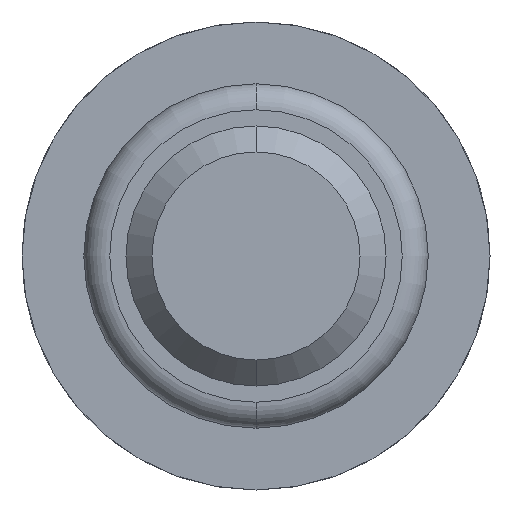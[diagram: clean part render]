
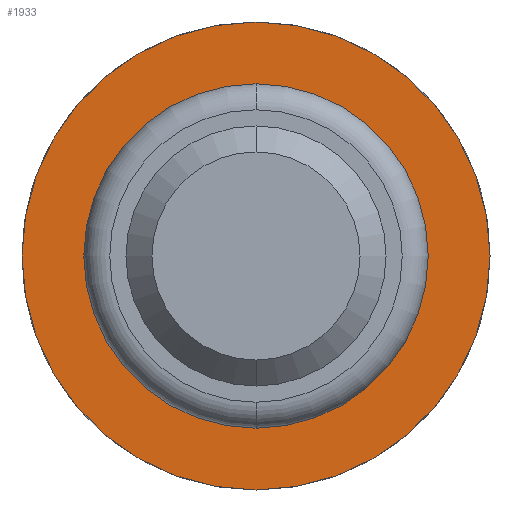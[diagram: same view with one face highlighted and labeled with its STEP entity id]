
A CAD part, front view. The second image highlights one B-rep face of the part: STEP entity #1933.
In plain terms, the highlighted planar face has unit normal (0, -1, 0).
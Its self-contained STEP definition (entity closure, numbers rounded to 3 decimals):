
#10 = CIRCLE ( 'NONE', #547, 1.325 ) ;
#47 = DIRECTION ( 'NONE',  ( 0., 1., 0. ) ) ;
#56 = ORIENTED_EDGE ( 'NONE', *, *, #1273, .F. ) ;
#341 = AXIS2_PLACEMENT_3D ( 'NONE', #1198, #2370, #3204 ) ;
#474 = DIRECTION ( 'NONE',  ( 0., 1., 0. ) ) ;
#547 = AXIS2_PLACEMENT_3D ( 'NONE', #1230, #47, #4862 ) ;
#628 = ORIENTED_EDGE ( 'NONE', *, *, #3662, .T. ) ;
#663 = FACE_OUTER_BOUND ( 'NONE', #1457, .T. ) ;
#732 = CARTESIAN_POINT ( 'NONE',  ( 0., -1.8, 1.8 ) ) ;
#1198 = CARTESIAN_POINT ( 'NONE',  ( 0., -1.8, 0. ) ) ;
#1219 = CARTESIAN_POINT ( 'NONE',  ( 0., -1.8, -1.325 ) ) ;
#1230 = CARTESIAN_POINT ( 'NONE',  ( 0., -1.8, 0. ) ) ;
#1266 = CARTESIAN_POINT ( 'NONE',  ( 0., -1.8, 0. ) ) ;
#1273 = EDGE_CURVE ( 'Defeature ausgef�hrt6_41+Defeature ausgef�hrt6_42+Defeature ausgef�hrt6_42+Defeature ausgef�hrt6_42', #4081, #4276, #4818, .T. ) ;
#1305 = VERTEX_POINT ( 'NONE', #4871 ) ;
#1457 = EDGE_LOOP ( 'NONE', ( #56, #3707 ) ) ;
#1621 = AXIS2_PLACEMENT_3D ( 'NONE', #2321, #1905, #5127 ) ;
#1712 = EDGE_CURVE ( 'Defeature ausgef�hrt6_42+Defeature ausgef�hrt6_43+Defeature ausgef�hrt6_43+Defeature ausgef�hrt6_43', #1305, #3229, #3028, .T. ) ;
#1747 = CARTESIAN_POINT ( 'NONE',  ( 1.8, -1.8, 0. ) ) ;
#1905 = DIRECTION ( 'NONE',  ( 0., 1., 0. ) ) ;
#1915 = FACE_BOUND ( 'NONE', #2548, .T. ) ;
#1933 = ADVANCED_FACE ( 'Defeature ausgef�hrt6_42', ( #663, #1915 ), #4479, .F. ) ;
#2143 = DIRECTION ( 'NONE',  ( 0., 0., 1. ) ) ;
#2321 = CARTESIAN_POINT ( 'NONE',  ( 0., -1.8, 0. ) ) ;
#2370 = DIRECTION ( 'NONE',  ( 0., 1., 0. ) ) ;
#2374 = EDGE_CURVE ( 'Defeature ausgef�hrt6_41+Defeature ausgef�hrt6_42+Defeature ausgef�hrt6_42+Defeature ausgef�hrt6_42', #4276, #4081, #4307, .T. ) ;
#2548 = EDGE_LOOP ( 'NONE', ( #4271, #628 ) ) ;
#2882 = AXIS2_PLACEMENT_3D ( 'NONE', #1266, #474, #4496 ) ;
#3028 = CIRCLE ( 'NONE', #1621, 1.325 ) ;
#3042 = AXIS2_PLACEMENT_3D ( 'NONE', #1747, #4543, #2143 ) ;
#3204 = DIRECTION ( 'NONE',  ( 0., 0., 1. ) ) ;
#3229 = VERTEX_POINT ( 'NONE', #1219 ) ;
#3519 = CARTESIAN_POINT ( 'NONE',  ( 0., -1.8, -1.8 ) ) ;
#3662 = EDGE_CURVE ( 'Defeature ausgef�hrt6_42+Defeature ausgef�hrt6_43+Defeature ausgef�hrt6_43+Defeature ausgef�hrt6_43', #3229, #1305, #10, .T. ) ;
#3707 = ORIENTED_EDGE ( 'NONE', *, *, #2374, .F. ) ;
#4081 = VERTEX_POINT ( 'NONE', #732 ) ;
#4271 = ORIENTED_EDGE ( 'NONE', *, *, #1712, .T. ) ;
#4276 = VERTEX_POINT ( 'NONE', #3519 ) ;
#4307 = CIRCLE ( 'NONE', #341, 1.8 ) ;
#4479 = PLANE ( 'NONE',  #3042 ) ;
#4496 = DIRECTION ( 'NONE',  ( 0., 0., 1. ) ) ;
#4543 = DIRECTION ( 'NONE',  ( 0., 1., 0. ) ) ;
#4818 = CIRCLE ( 'NONE', #2882, 1.8 ) ;
#4862 = DIRECTION ( 'NONE',  ( 0., 0., 1. ) ) ;
#4871 = CARTESIAN_POINT ( 'NONE',  ( 0., -1.8, 1.325 ) ) ;
#5127 = DIRECTION ( 'NONE',  ( 0., 0., 1. ) ) ;
